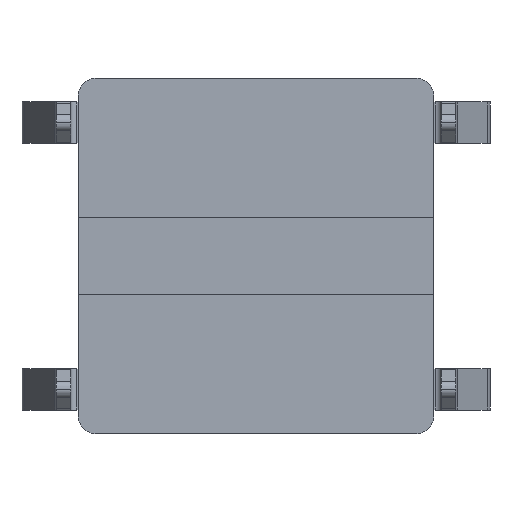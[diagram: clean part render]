
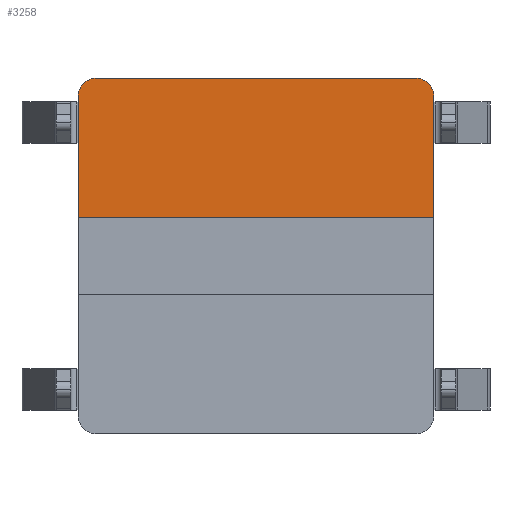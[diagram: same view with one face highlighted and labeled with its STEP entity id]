
A CAD part, front view. The second image highlights one B-rep face of the part: STEP entity #3258.
In plain terms, the highlighted planar face has unit normal (0, -1, 0).
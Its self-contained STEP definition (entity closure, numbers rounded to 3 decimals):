
#40 = FACE_OUTER_BOUND ( 'NONE', #1036, .T. ) ;
#168 = CARTESIAN_POINT ( 'NONE',  ( 2.7, 0., 2.7 ) ) ;
#436 = VECTOR ( 'NONE', #2816, 1000. ) ;
#575 = DIRECTION ( 'NONE',  ( 1., 0., 0. ) ) ;
#749 = LINE ( 'NONE', #3461, #3551 ) ;
#893 = CARTESIAN_POINT ( 'NONE',  ( 2.7, 0., 2.7 ) ) ;
#937 = AXIS2_PLACEMENT_3D ( 'NONE', #1444, #3065, #1468 ) ;
#1024 = ORIENTED_EDGE ( 'NONE', *, *, #5306, .F. ) ;
#1036 = EDGE_LOOP ( 'NONE', ( #2661, #4996, #3189, #1024, #4590, #5636 ) ) ;
#1187 = CARTESIAN_POINT ( 'NONE',  ( 2.7, 0., 3. ) ) ;
#1294 = DIRECTION ( 'NONE',  ( 0., 0., 1. ) ) ;
#1370 = CIRCLE ( 'NONE', #937, 0.3 ) ;
#1444 = CARTESIAN_POINT ( 'NONE',  ( -2.7, 0., 2.7 ) ) ;
#1463 = DIRECTION ( 'NONE',  ( 0., 1., 0. ) ) ;
#1468 = DIRECTION ( 'NONE',  ( 0., 0., -1. ) ) ;
#1509 = CARTESIAN_POINT ( 'NONE',  ( -2.7, 0., 3. ) ) ;
#1544 = DIRECTION ( 'NONE',  ( 0., 0., 1. ) ) ;
#2235 = CIRCLE ( 'NONE', #4913, 0.3 ) ;
#2478 = EDGE_CURVE ( 'NONE', #4363, #3076, #749, .T. ) ;
#2532 = CARTESIAN_POINT ( 'NONE',  ( 3., 0., 2.7 ) ) ;
#2661 = ORIENTED_EDGE ( 'NONE', *, *, #4315, .F. ) ;
#2816 = DIRECTION ( 'NONE',  ( 0., 0., 1. ) ) ;
#3026 = EDGE_CURVE ( 'NONE', #3792, #5417, #3815, .T. ) ;
#3065 = DIRECTION ( 'NONE',  ( 0., 1., 0. ) ) ;
#3076 = VERTEX_POINT ( 'NONE', #4275 ) ;
#3177 = VERTEX_POINT ( 'NONE', #2532 ) ;
#3189 = ORIENTED_EDGE ( 'NONE', *, *, #5366, .F. ) ;
#3258 = ADVANCED_FACE ( 'NONE', ( #40 ), #5699, .F. ) ;
#3295 = CARTESIAN_POINT ( 'NONE',  ( -3., 0., 2.7 ) ) ;
#3461 = CARTESIAN_POINT ( 'NONE',  ( -3., 0., 0.65 ) ) ;
#3551 = VECTOR ( 'NONE', #5160, 1000. ) ;
#3717 = CARTESIAN_POINT ( 'NONE',  ( -3., 0., 0.65 ) ) ;
#3741 = CARTESIAN_POINT ( 'NONE',  ( 3., 0., 2.7 ) ) ;
#3792 = VERTEX_POINT ( 'NONE', #4001 ) ;
#3815 = LINE ( 'NONE', #1509, #5171 ) ;
#3922 = AXIS2_PLACEMENT_3D ( 'NONE', #893, #4013, #1294 ) ;
#4001 = CARTESIAN_POINT ( 'NONE',  ( -2.7, 0., 3. ) ) ;
#4004 = LINE ( 'NONE', #3741, #5721 ) ;
#4013 = DIRECTION ( 'NONE',  ( 0., 1., 0. ) ) ;
#4275 = CARTESIAN_POINT ( 'NONE',  ( 3., 0., 0.65 ) ) ;
#4315 = EDGE_CURVE ( 'NONE', #4363, #4746, #5207, .T. ) ;
#4363 = VERTEX_POINT ( 'NONE', #3717 ) ;
#4590 = ORIENTED_EDGE ( 'NONE', *, *, #3026, .F. ) ;
#4606 = DIRECTION ( 'NONE',  ( 0., 0., -1. ) ) ;
#4746 = VERTEX_POINT ( 'NONE', #3295 ) ;
#4795 = EDGE_CURVE ( 'NONE', #4746, #3792, #1370, .T. ) ;
#4913 = AXIS2_PLACEMENT_3D ( 'NONE', #168, #1463, #1544 ) ;
#4996 = ORIENTED_EDGE ( 'NONE', *, *, #2478, .T. ) ;
#5071 = CARTESIAN_POINT ( 'NONE',  ( -3., 0., 2.7 ) ) ;
#5160 = DIRECTION ( 'NONE',  ( 1., 0., 0. ) ) ;
#5171 = VECTOR ( 'NONE', #575, 1000. ) ;
#5207 = LINE ( 'NONE', #5071, #436 ) ;
#5306 = EDGE_CURVE ( 'NONE', #5417, #3177, #2235, .T. ) ;
#5366 = EDGE_CURVE ( 'NONE', #3177, #3076, #4004, .T. ) ;
#5417 = VERTEX_POINT ( 'NONE', #1187 ) ;
#5636 = ORIENTED_EDGE ( 'NONE', *, *, #4795, .F. ) ;
#5699 = PLANE ( 'NONE',  #3922 ) ;
#5721 = VECTOR ( 'NONE', #4606, 1000. ) ;
